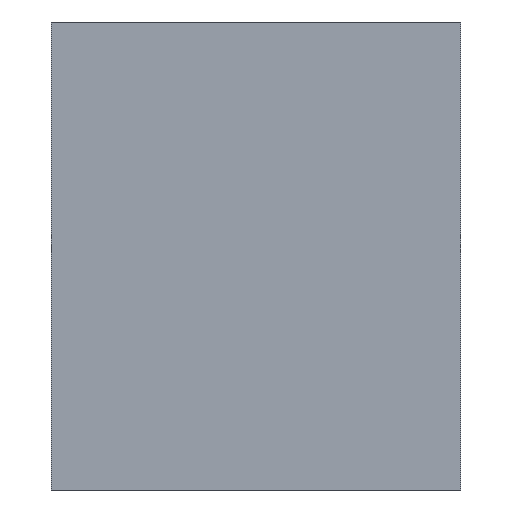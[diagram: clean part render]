
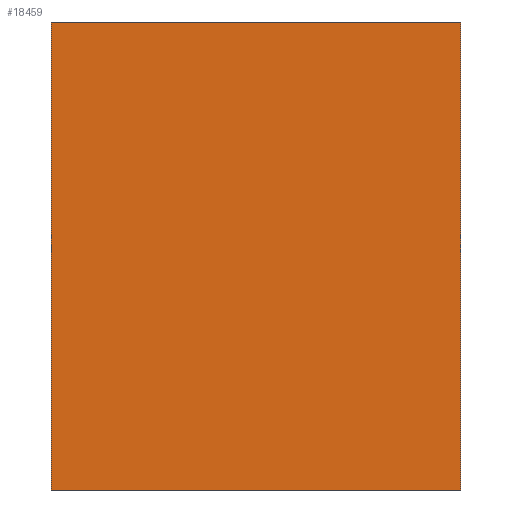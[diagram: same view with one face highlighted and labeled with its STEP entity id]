
A CAD part, left-side view. The second image highlights one B-rep face of the part: STEP entity #18459.
In plain terms, the highlighted planar face has unit normal (-1, 0, 0).
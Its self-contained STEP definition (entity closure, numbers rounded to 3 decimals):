
#9=DIRECTION('',(0.,0.,1.));
#10=VECTOR('',#9,80.);
#11=CARTESIAN_POINT('',(-60.,0.,-40.));
#12=LINE('',#11,#10);
#21=DIRECTION('',(0.,1.,0.));
#22=VECTOR('',#21,70.);
#23=CARTESIAN_POINT('',(-60.,0.,40.));
#24=LINE('',#23,#22);
#2201=DIRECTION('',(0.,1.,0.));
#2202=VECTOR('',#2201,70.);
#2203=CARTESIAN_POINT('',(-60.,0.,-40.));
#2204=LINE('',#2203,#2202);
#2217=DIRECTION('',(0.,0.,1.));
#2218=VECTOR('',#2217,80.);
#2219=CARTESIAN_POINT('',(-60.,70.,-40.));
#2220=LINE('',#2219,#2218);
#12917=CARTESIAN_POINT('',(-60.,0.,-40.));
#12918=VERTEX_POINT('',#12917);
#12919=CARTESIAN_POINT('',(-60.,0.,40.));
#12920=VERTEX_POINT('',#12919);
#12925=CARTESIAN_POINT('',(-60.,70.,-40.));
#12926=VERTEX_POINT('',#12925);
#12927=CARTESIAN_POINT('',(-60.,70.,40.));
#12928=VERTEX_POINT('',#12927);
#18446=CARTESIAN_POINT('',(-60.,0.,-40.));
#18447=DIRECTION('',(-1.,0.,0.));
#18448=DIRECTION('',(0.,0.,1.));
#18449=AXIS2_PLACEMENT_3D('',#18446,#18447,#18448);
#18450=PLANE('',#18449);
#18451=ORIENTED_EDGE('',*,*,#17226,.F.);
#18453=ORIENTED_EDGE('',*,*,#18452,.T.);
#18455=ORIENTED_EDGE('',*,*,#18454,.T.);
#18456=ORIENTED_EDGE('',*,*,#17254,.F.);
#18457=EDGE_LOOP('',(#18451,#18453,#18455,#18456));
#18458=FACE_OUTER_BOUND('',#18457,.F.);
#18459=ADVANCED_FACE('',(#18458),#18450,.T.);
#17226=EDGE_CURVE('',#12918,#12920,#12,.T.);
#17254=EDGE_CURVE('',#12920,#12928,#24,.T.);
#18452=EDGE_CURVE('',#12918,#12926,#2204,.T.);
#18454=EDGE_CURVE('',#12926,#12928,#2220,.T.);
